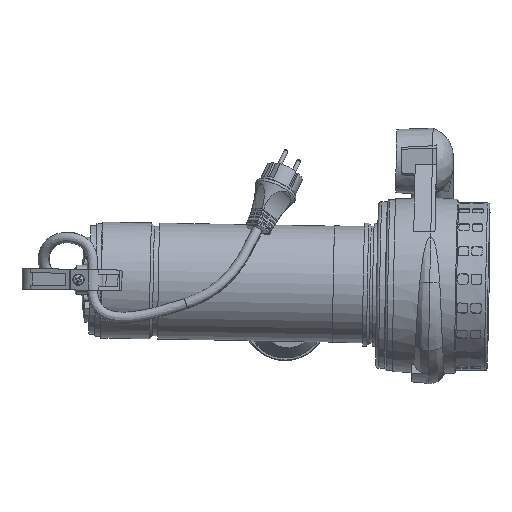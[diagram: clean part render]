
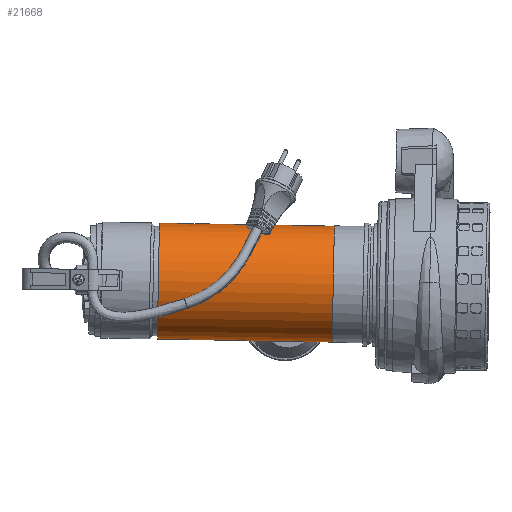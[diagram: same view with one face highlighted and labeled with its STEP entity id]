
A CAD part, left-side view. The second image highlights one B-rep face of the part: STEP entity #21668.
In plain terms, the highlighted cylindrical face has radius 56 mm (diameter 112 mm), a partial arc.
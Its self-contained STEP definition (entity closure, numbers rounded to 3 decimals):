
#265 = CARTESIAN_POINT ( 'NONE',  ( 0., 0., 143.501 ) ) ;
#959 = DIRECTION ( 'NONE',  ( 0., 0., -1. ) ) ;
#1497 = EDGE_CURVE ( 'NONE', #67845, #16994, #33180, .T. ) ;
#5303 = ORIENTED_EDGE ( 'NONE', *, *, #62412, .T. ) ;
#9656 = CARTESIAN_POINT ( 'NONE',  ( 0., 0., 312.501 ) ) ;
#10272 = CIRCLE ( 'NONE', #28170, 56. ) ;
#10622 = EDGE_CURVE ( 'NONE', #67845, #40506, #10272, .T. ) ;
#14306 = CYLINDRICAL_SURFACE ( 'NONE', #68073, 56. ) ;
#16154 = AXIS2_PLACEMENT_3D ( 'NONE', #265, #23095, #68344 ) ;
#16994 = VERTEX_POINT ( 'NONE', #43922 ) ;
#21145 = CARTESIAN_POINT ( 'NONE',  ( 56., 0., 312.501 ) ) ;
#21668 = ADVANCED_FACE ( 'NONE', ( #43060 ), #14306, .T. ) ;
#21971 = DIRECTION ( 'NONE',  ( 0., 0., -1. ) ) ;
#22663 = CARTESIAN_POINT ( 'NONE',  ( -56., 0., 312.501 ) ) ;
#23095 = DIRECTION ( 'NONE',  ( 0., 0., 1. ) ) ;
#24292 = VECTOR ( 'NONE', #21971, 1000. ) ;
#27438 = EDGE_CURVE ( 'NONE', #40506, #63618, #73899, .T. ) ;
#28170 = AXIS2_PLACEMENT_3D ( 'NONE', #9656, #72124, #65773 ) ;
#29275 = ORIENTED_EDGE ( 'NONE', *, *, #1497, .F. ) ;
#31780 = CARTESIAN_POINT ( 'NONE',  ( -56., 0., 143.501 ) ) ;
#33180 = LINE ( 'NONE', #56004, #24292 ) ;
#36369 = DIRECTION ( 'NONE',  ( 0., 0., -1. ) ) ;
#40506 = VERTEX_POINT ( 'NONE', #68757 ) ;
#40539 = ORIENTED_EDGE ( 'NONE', *, *, #27438, .T. ) ;
#42381 = CIRCLE ( 'NONE', #16154, 56. ) ;
#43060 = FACE_OUTER_BOUND ( 'NONE', #69473, .T. ) ;
#43922 = CARTESIAN_POINT ( 'NONE',  ( 56., 0., 143.501 ) ) ;
#44454 = VECTOR ( 'NONE', #959, 1000. ) ;
#54321 = DIRECTION ( 'NONE',  ( -1., 0., 0. ) ) ;
#56004 = CARTESIAN_POINT ( 'NONE',  ( 56., 0., 312.501 ) ) ;
#62412 = EDGE_CURVE ( 'NONE', #63618, #16994, #42381, .T. ) ;
#63618 = VERTEX_POINT ( 'NONE', #31780 ) ;
#64444 = ORIENTED_EDGE ( 'NONE', *, *, #10622, .T. ) ;
#64807 = CARTESIAN_POINT ( 'NONE',  ( 0., 0., 312.501 ) ) ;
#65773 = DIRECTION ( 'NONE',  ( -1., 0., 0. ) ) ;
#67845 = VERTEX_POINT ( 'NONE', #21145 ) ;
#68073 = AXIS2_PLACEMENT_3D ( 'NONE', #64807, #36369, #54321 ) ;
#68344 = DIRECTION ( 'NONE',  ( -1., 0., 0. ) ) ;
#68757 = CARTESIAN_POINT ( 'NONE',  ( -56., 0., 312.501 ) ) ;
#69473 = EDGE_LOOP ( 'NONE', ( #29275, #64444, #40539, #5303 ) ) ;
#72124 = DIRECTION ( 'NONE',  ( 0., 0., -1. ) ) ;
#73899 = LINE ( 'NONE', #22663, #44454 ) ;
